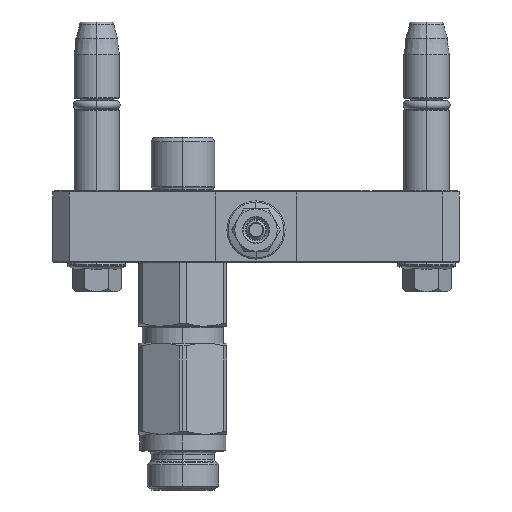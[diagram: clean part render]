
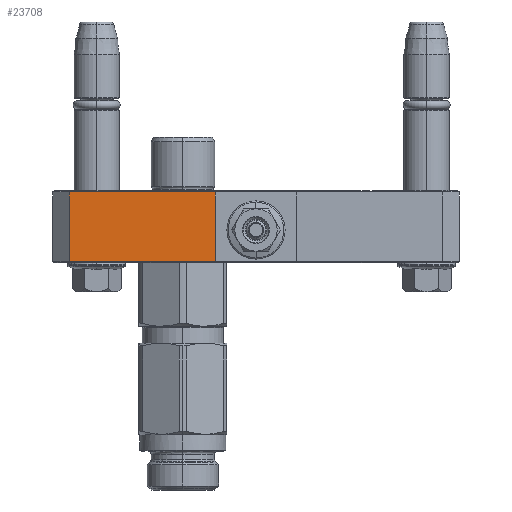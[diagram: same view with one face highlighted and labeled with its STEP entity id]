
A CAD part, front view. The second image highlights one B-rep face of the part: STEP entity #23708.
In plain terms, the highlighted face is planar.
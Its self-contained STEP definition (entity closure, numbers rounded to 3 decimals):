
#189 = VECTOR ( 'NONE', #20929, 1000. ) ;
#666 = ORIENTED_EDGE ( 'NONE', *, *, #15171, .T. ) ;
#777 = DIRECTION ( 'NONE',  ( -1., 0., 0. ) ) ;
#779 = FACE_OUTER_BOUND ( 'NONE', #10139, .T. ) ;
#1537 = CARTESIAN_POINT ( 'NONE',  ( 50., 21.7, -37.5 ) ) ;
#4186 = DIRECTION ( 'NONE',  ( 1., 0., 0. ) ) ;
#4836 = CARTESIAN_POINT ( 'NONE',  ( 50., 21.7, -37.5 ) ) ;
#6042 = CARTESIAN_POINT ( 'NONE',  ( -5., 22., -37.5 ) ) ;
#6126 = DIRECTION ( 'NONE',  ( 0., 0., 1. ) ) ;
#6636 = ORIENTED_EDGE ( 'NONE', *, *, #18918, .F. ) ;
#6801 = CARTESIAN_POINT ( 'NONE',  ( 5., 21.7, -37.5 ) ) ;
#6937 = VECTOR ( 'NONE', #777, 1000. ) ;
#7428 = VERTEX_POINT ( 'NONE', #6801 ) ;
#7671 = VECTOR ( 'NONE', #12228, 1000. ) ;
#9077 = CARTESIAN_POINT ( 'NONE',  ( 50., 0.3, -37.5 ) ) ;
#9243 = VERTEX_POINT ( 'NONE', #11990 ) ;
#10009 = ORIENTED_EDGE ( 'NONE', *, *, #23290, .F. ) ;
#10139 = EDGE_LOOP ( 'NONE', ( #666, #6636, #10009, #15604 ) ) ;
#10438 = DIRECTION ( 'NONE',  ( 1., 0., 0. ) ) ;
#10917 = VECTOR ( 'NONE', #10438, 1000. ) ;
#11990 = CARTESIAN_POINT ( 'NONE',  ( 5., 0.3, -37.5 ) ) ;
#12228 = DIRECTION ( 'NONE',  ( 0., -1., 0. ) ) ;
#12314 = CARTESIAN_POINT ( 'NONE',  ( 50., 21.7, -37.5 ) ) ;
#13453 = LINE ( 'NONE', #17158, #189 ) ;
#14000 = LINE ( 'NONE', #12314, #7671 ) ;
#14814 = AXIS2_PLACEMENT_3D ( 'NONE', #6042, #6126, #4186 ) ;
#14832 = LINE ( 'NONE', #4836, #6937 ) ;
#15171 = EDGE_CURVE ( 'NONE', #20880, #24606, #14000, .T. ) ;
#15604 = ORIENTED_EDGE ( 'NONE', *, *, #21201, .F. ) ;
#17158 = CARTESIAN_POINT ( 'NONE',  ( 5., 21.7, -37.5 ) ) ;
#18019 = PLANE ( 'NONE',  #14814 ) ;
#18918 = EDGE_CURVE ( 'NONE', #9243, #24606, #22242, .T. ) ;
#20880 = VERTEX_POINT ( 'NONE', #1537 ) ;
#20929 = DIRECTION ( 'NONE',  ( 0., -1., 0. ) ) ;
#21201 = EDGE_CURVE ( 'NONE', #20880, #7428, #14832, .T. ) ;
#22242 = LINE ( 'NONE', #24204, #10917 ) ;
#23290 = EDGE_CURVE ( 'NONE', #7428, #9243, #13453, .T. ) ;
#23708 = ADVANCED_FACE ( 'NONE', ( #779 ), #18019, .F. ) ;
#24204 = CARTESIAN_POINT ( 'NONE',  ( 5., 0.3, -37.5 ) ) ;
#24606 = VERTEX_POINT ( 'NONE', #9077 ) ;
